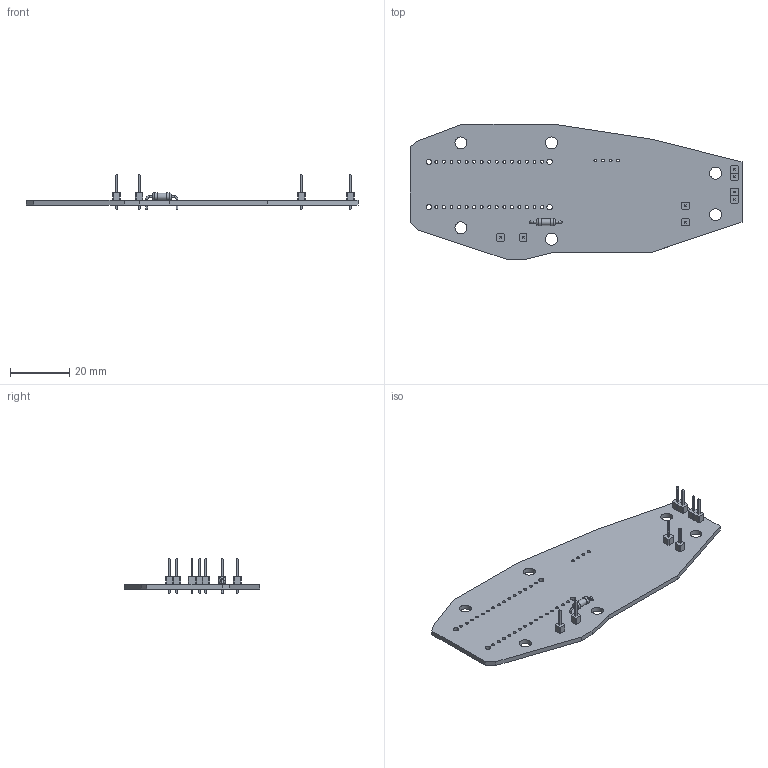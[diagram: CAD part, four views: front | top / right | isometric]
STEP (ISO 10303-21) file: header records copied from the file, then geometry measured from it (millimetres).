
FILE_DESCRIPTION(('KiCad electronic assembly'),'2;1');
FILE_NAME('Scanner3.step','2024-08-16T09:41:10',('Pcbnew'),('Kicad'), 'Open CASCADE STEP processor 7.6','KiCad to STEP converter','Unknown' );
FILE_SCHEMA(('AUTOMOTIVE_DESIGN { 1 0 10303 214 1 1 1 1 }'));
Length unit declared in the file: millimetre
Products named in the file (6): Scanner3 1; PinHeader_1x01_P2.54mm_Vertical; PinHeader_1x01_P254mm_Vertical; R_Axial_DIN0207_L6.3mm_D2.5mm_P10.16mm_Horizontal; R_Axial_DIN0207_L63mm_D25mm_P1016mm_Horizontal; Scanner3_PCB
Assembly tree (12 placements, depth 3):
  Scanner3 1
    PinHeader_1x01_P2.54mm_Vertical  x8
      PinHeader_1x01_P254mm_Vertical
    R_Axial_DIN0207_L6.3mm_D2.5mm_P10.16mm_Horizontal
      R_Axial_DIN0207_L63mm_D25mm_P1016mm_Horizontal
    Scanner3_PCB
Bounding box: 111.76 x 45.72 x 11.54 mm (x, y, z)
Volume: 6686 mm3; surface area: 9493.4 mm2
Topology: 10 solids, 10 shells, 310 faces, 740 edges, 470 vertices
Faces by surface type: plane 245, cylinder 61, torus 4
Full cylindrical faces by diameter (mm): 0.6 x4, 0.8 x2, 1 x42, 1.78 x4, 2.25 x1, 2.5 x2, 4.016 x6
Entity records: 4190 total; most frequent: DIRECTION 674, CARTESIAN_POINT 609, ORIENTED_EDGE 584, EDGE_CURVE 292, AXIS2_PLACEMENT_3D 255, FACE_BOUND 228, EDGE_LOOP 228, VERTEX_POINT 190
